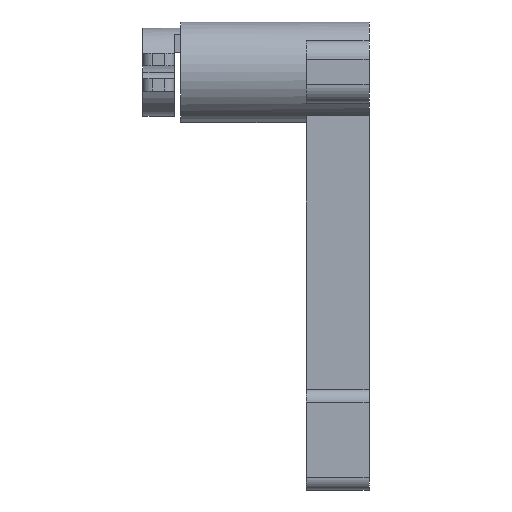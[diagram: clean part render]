
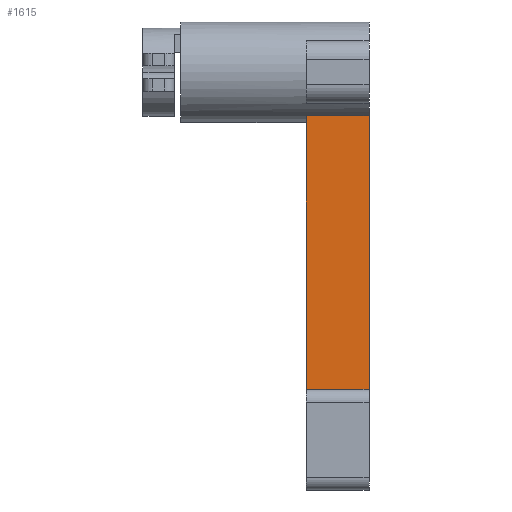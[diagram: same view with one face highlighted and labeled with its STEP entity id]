
A CAD part, left-side view. The second image highlights one B-rep face of the part: STEP entity #1615.
In plain terms, the highlighted planar face has unit normal (-1, 0, 0).
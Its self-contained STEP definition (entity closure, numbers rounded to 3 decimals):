
#19 = ORIENTED_EDGE ( 'NONE', *, *, #1818, .T. ) ;
#26 = ORIENTED_EDGE ( 'NONE', *, *, #315, .F. ) ;
#91 = CARTESIAN_POINT ( 'NONE',  ( -4., 10., 16. ) ) ;
#311 = EDGE_LOOP ( 'NONE', ( #19, #1967, #1889, #26 ) ) ;
#315 = EDGE_CURVE ( 'NONE', #2782, #1070, #2516, .T. ) ;
#386 = LINE ( 'NONE', #594, #845 ) ;
#436 = CARTESIAN_POINT ( 'NONE',  ( -4., 0., 59.572 ) ) ;
#453 = CARTESIAN_POINT ( 'NONE',  ( -4., 0., 16. ) ) ;
#475 = PLANE ( 'NONE',  #2545 ) ;
#503 = VECTOR ( 'NONE', #957, 1000. ) ;
#533 = LINE ( 'NONE', #1878, #2770 ) ;
#594 = CARTESIAN_POINT ( 'NONE',  ( -4., 0., 59.572 ) ) ;
#671 = EDGE_CURVE ( 'NONE', #1247, #1443, #386, .T. ) ;
#845 = VECTOR ( 'NONE', #1510, 1000. ) ;
#928 = FACE_OUTER_BOUND ( 'NONE', #311, .T. ) ;
#957 = DIRECTION ( 'NONE',  ( 0., 1., 0. ) ) ;
#1004 = CARTESIAN_POINT ( 'NONE',  ( -4., 0., 16. ) ) ;
#1070 = VERTEX_POINT ( 'NONE', #91 ) ;
#1104 = VECTOR ( 'NONE', #2515, 1000. ) ;
#1118 = DIRECTION ( 'NONE',  ( 1., 0., 0. ) ) ;
#1247 = VERTEX_POINT ( 'NONE', #436 ) ;
#1426 = DIRECTION ( 'NONE',  ( 0., 0., 1. ) ) ;
#1443 = VERTEX_POINT ( 'NONE', #2158 ) ;
#1510 = DIRECTION ( 'NONE',  ( 0., 1., 0. ) ) ;
#1584 = CARTESIAN_POINT ( 'NONE',  ( -4., 10., 23. ) ) ;
#1615 = ADVANCED_FACE ( 'NONE', ( #928 ), #475, .F. ) ;
#1818 = EDGE_CURVE ( 'NONE', #2782, #1247, #533, .T. ) ;
#1878 = CARTESIAN_POINT ( 'NONE',  ( -4., 0., 23. ) ) ;
#1889 = ORIENTED_EDGE ( 'NONE', *, *, #2684, .F. ) ;
#1967 = ORIENTED_EDGE ( 'NONE', *, *, #671, .T. ) ;
#2077 = CARTESIAN_POINT ( 'NONE',  ( -4., 10., 23. ) ) ;
#2158 = CARTESIAN_POINT ( 'NONE',  ( -4., 10., 59.572 ) ) ;
#2232 = DIRECTION ( 'NONE',  ( 0., 0., -1. ) ) ;
#2515 = DIRECTION ( 'NONE',  ( 0., 0., 1. ) ) ;
#2516 = LINE ( 'NONE', #453, #503 ) ;
#2528 = LINE ( 'NONE', #2077, #1104 ) ;
#2545 = AXIS2_PLACEMENT_3D ( 'NONE', #1584, #1118, #2232 ) ;
#2684 = EDGE_CURVE ( 'NONE', #1070, #1443, #2528, .T. ) ;
#2770 = VECTOR ( 'NONE', #1426, 1000. ) ;
#2782 = VERTEX_POINT ( 'NONE', #1004 ) ;
